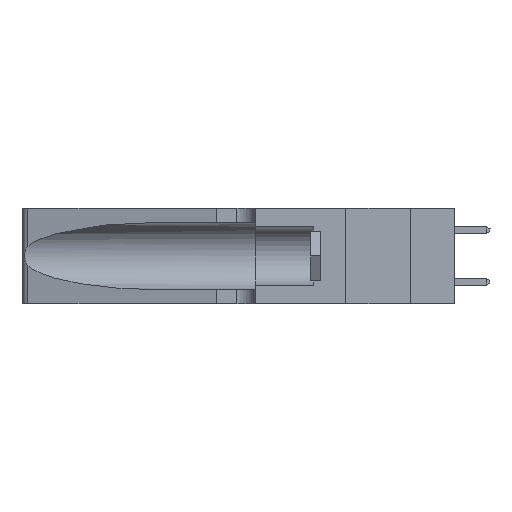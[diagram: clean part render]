
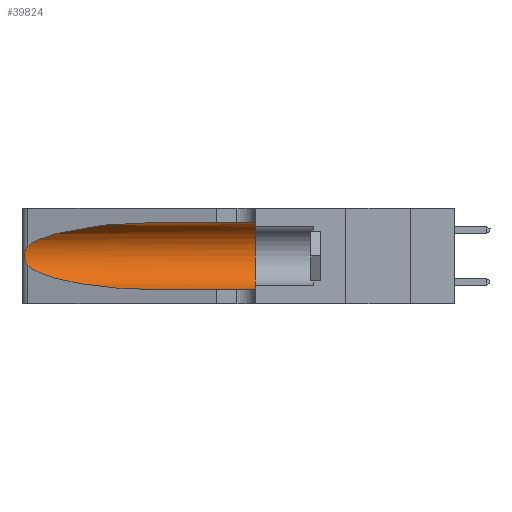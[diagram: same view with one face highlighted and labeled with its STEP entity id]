
A CAD part, left-side view. The second image highlights one B-rep face of the part: STEP entity #39824.
In plain terms, the highlighted cylindrical face has radius 3.308 mm (diameter 6.617 mm), a partial arc.
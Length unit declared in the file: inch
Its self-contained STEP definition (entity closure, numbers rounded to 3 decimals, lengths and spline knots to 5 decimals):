
#82 = EDGE_CURVE ( 'NONE', #32165, #7340, #14880, .T. ) ;
#767 = DIRECTION ( 'NONE',  ( 0., -1., 0. ) ) ;
#955 = CARTESIAN_POINT ( 'NONE',  ( 0.1305, 0.72297, 0.31525 ) ) ;
#1258 = B_SPLINE_CURVE_WITH_KNOTS ( 'NONE', 3,
 ( #11242, #20186, #13895, #5066, #31270, #35066, #8996, #21957, #25220, #5877, #12374, #38168, #18820, #33046 ),
 .UNSPECIFIED., .F., .F.,
 ( 4, 2, 2, 2, 2, 2, 4 ),
 ( 0., 0.00027, 0.00053, 0.00107, 0.0016, 0.00187, 0.00214 ),
 .UNSPECIFIED. ) ;
#1358 = ORIENTED_EDGE ( 'NONE', *, *, #18393, .F. ) ;
#1406 = CARTESIAN_POINT ( 'NONE',  ( 0.1305, 1.61858, 0.05475 ) ) ;
#1795 = CARTESIAN_POINT ( 'NONE',  ( 0.25487, 1.22718, 0.22369 ) ) ;
#4369 = DIRECTION ( 'NONE',  ( 0., -1., 0. ) ) ;
#4812 = EDGE_CURVE ( 'NONE', #9473, #32165, #5154, .T. ) ;
#5066 = CARTESIAN_POINT ( 'NONE',  ( 0.25787, 1.23484, 0.2124 ) ) ;
#5154 =( BOUNDED_CURVE ( )  B_SPLINE_CURVE ( 3, ( #39265, #10653, #36298, #7390 ),
 .UNSPECIFIED., .F., .F. ) 
 B_SPLINE_CURVE_WITH_KNOTS ( ( 4, 4 ),
 ( 3.44316, 4.71239 ),
 .UNSPECIFIED. ) 
 CURVE ( )  GEOMETRIC_REPRESENTATION_ITEM ( )  RATIONAL_B_SPLINE_CURVE ( ( 1., 0.87, 0.87, 1. ) ) 
 REPRESENTATION_ITEM ( '' )  );
#5402 = AXIS2_PLACEMENT_3D ( 'NONE', #40060, #31298, #27908 ) ;
#5877 = CARTESIAN_POINT ( 'NONE',  ( 0.25856, 1.23593, 0.16098 ) ) ;
#6990 = EDGE_CURVE ( 'NONE', #22654, #31276, #40038, .T. ) ;
#7340 = VERTEX_POINT ( 'NONE', #33301 ) ;
#7390 = CARTESIAN_POINT ( 'NONE',  ( 0.1305, 0.72297, 0.05475 ) ) ;
#7508 = VECTOR ( 'NONE', #767, 39.37008 ) ;
#8996 = CARTESIAN_POINT ( 'NONE',  ( 0.26075, 1.23896, 0.19203 ) ) ;
#9473 = VERTEX_POINT ( 'NONE', #37330 ) ;
#10305 = CIRCLE ( 'NONE', #5402, 0.13025 ) ;
#10653 = CARTESIAN_POINT ( 'NONE',  ( 0.2373, 1.15595, 0.08982 ) ) ;
#11242 = CARTESIAN_POINT ( 'NONE',  ( 0.25487, 1.22718, 0.22369 ) ) ;
#11299 = CARTESIAN_POINT ( 'NONE',  ( 0.2373, 1.15595, 0.28018 ) ) ;
#12132 = AXIS2_PLACEMENT_3D ( 'NONE', #21414, #28026, #33984 ) ;
#12374 = CARTESIAN_POINT ( 'NONE',  ( 0.25789, 1.23486, 0.15765 ) ) ;
#13895 = CARTESIAN_POINT ( 'NONE',  ( 0.25639, 1.23184, 0.21858 ) ) ;
#14380 = CARTESIAN_POINT ( 'NONE',  ( 0.25487, 1.22718, 0.22369 ) ) ;
#14880 = LINE ( 'NONE', #1406, #22437 ) ;
#15386 = CARTESIAN_POINT ( 'NONE',  ( 0.1305, 0.72297, 0.05475 ) ) ;
#17393 = ORIENTED_EDGE ( 'NONE', *, *, #82, .T. ) ;
#18267 = ORIENTED_EDGE ( 'NONE', *, *, #6990, .T. ) ;
#18393 = EDGE_CURVE ( 'NONE', #37811, #7340, #10305, .T. ) ;
#18820 = CARTESIAN_POINT ( 'NONE',  ( 0.25555, 1.22993, 0.14849 ) ) ;
#19290 = CARTESIAN_POINT ( 'NONE',  ( 0.1305, 0.35, 0.31525 ) ) ;
#20186 = CARTESIAN_POINT ( 'NONE',  ( 0.25555, 1.22994, 0.2215 ) ) ;
#20508 = CARTESIAN_POINT ( 'NONE',  ( 0.1305, 1.61858, 0.31525 ) ) ;
#21414 = CARTESIAN_POINT ( 'NONE',  ( 0.1305, 1.61858, 0.185 ) ) ;
#21803 = EDGE_LOOP ( 'NONE', ( #18267, #36936, #27443, #17393, #1358, #30040 ) ) ;
#21957 = CARTESIAN_POINT ( 'NONE',  ( 0.26075, 1.23896, 0.178 ) ) ;
#22437 = VECTOR ( 'NONE', #4369, 39.37008 ) ;
#22654 = VERTEX_POINT ( 'NONE', #26050 ) ;
#22711 = EDGE_CURVE ( 'NONE', #31276, #9473, #1258, .T. ) ;
#25220 = CARTESIAN_POINT ( 'NONE',  ( 0.26017, 1.23833, 0.17102 ) ) ;
#25437 = EDGE_CURVE ( 'NONE', #22654, #37811, #27726, .T. ) ;
#26050 = CARTESIAN_POINT ( 'NONE',  ( 0.1305, 0.72297, 0.31525 ) ) ;
#27443 = ORIENTED_EDGE ( 'NONE', *, *, #4812, .T. ) ;
#27726 = LINE ( 'NONE', #20508, #7508 ) ;
#27908 = DIRECTION ( 'NONE',  ( 0., 0., 1. ) ) ;
#28026 = DIRECTION ( 'NONE',  ( 0., -1., 0. ) ) ;
#30040 = ORIENTED_EDGE ( 'NONE', *, *, #25437, .F. ) ;
#31270 = CARTESIAN_POINT ( 'NONE',  ( 0.25854, 1.2359, 0.20912 ) ) ;
#31276 = VERTEX_POINT ( 'NONE', #1795 ) ;
#31298 = DIRECTION ( 'NONE',  ( 0., 1., 0. ) ) ;
#32165 = VERTEX_POINT ( 'NONE', #15386 ) ;
#33046 = CARTESIAN_POINT ( 'NONE',  ( 0.25487, 1.22718, 0.14631 ) ) ;
#33253 = CARTESIAN_POINT ( 'NONE',  ( 0.18966, 0.96281, 0.31525 ) ) ;
#33301 = CARTESIAN_POINT ( 'NONE',  ( 0.1305, 0.35, 0.05475 ) ) ;
#33984 = DIRECTION ( 'NONE',  ( 0., 0., -1. ) ) ;
#35066 = CARTESIAN_POINT ( 'NONE',  ( 0.26018, 1.23835, 0.19895 ) ) ;
#36298 = CARTESIAN_POINT ( 'NONE',  ( 0.18966, 0.96281, 0.05475 ) ) ;
#36872 = FACE_OUTER_BOUND ( 'NONE', #21803, .T. ) ;
#36936 = ORIENTED_EDGE ( 'NONE', *, *, #22711, .T. ) ;
#37330 = CARTESIAN_POINT ( 'NONE',  ( 0.25487, 1.22718, 0.14631 ) ) ;
#37811 = VERTEX_POINT ( 'NONE', #19290 ) ;
#38168 = CARTESIAN_POINT ( 'NONE',  ( 0.25639, 1.23186, 0.15144 ) ) ;
#39265 = CARTESIAN_POINT ( 'NONE',  ( 0.25487, 1.22718, 0.14631 ) ) ;
#39824 = ADVANCED_FACE ( 'NONE', ( #36872 ), #39906, .F. ) ;
#39906 = CYLINDRICAL_SURFACE ( 'NONE', #12132, 0.13025 ) ;
#40038 =( BOUNDED_CURVE ( )  B_SPLINE_CURVE ( 3, ( #955, #33253, #11299, #14380 ),
 .UNSPECIFIED., .F., .F. ) 
 B_SPLINE_CURVE_WITH_KNOTS ( ( 4, 4 ),
 ( 1.5708, 2.84003 ),
 .UNSPECIFIED. ) 
 CURVE ( )  GEOMETRIC_REPRESENTATION_ITEM ( )  RATIONAL_B_SPLINE_CURVE ( ( 1., 0.87, 0.87, 1. ) ) 
 REPRESENTATION_ITEM ( '' )  );
#40060 = CARTESIAN_POINT ( 'NONE',  ( 0.1305, 0.35, 0.185 ) ) ;
